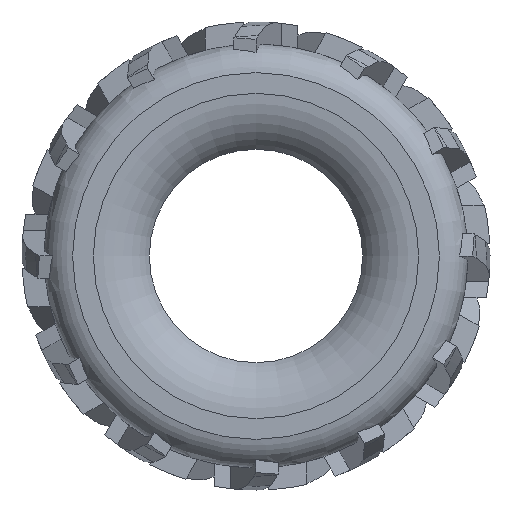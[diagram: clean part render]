
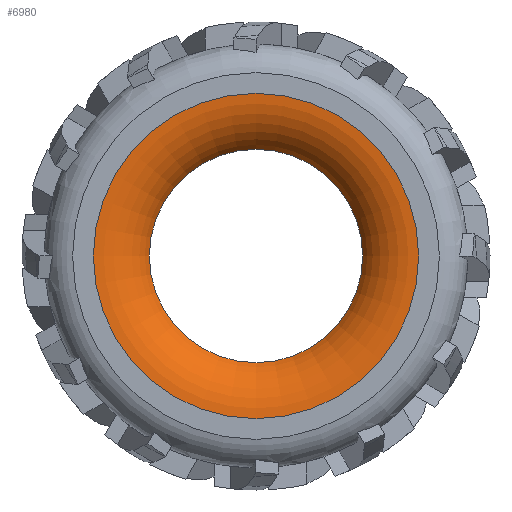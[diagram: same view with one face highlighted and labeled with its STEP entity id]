
A CAD part, left-side view. The second image highlights one B-rep face of the part: STEP entity #6980.
In plain terms, the highlighted toroidal (fillet/blend) face has major radius 384.013 mm and minor radius 150 mm.
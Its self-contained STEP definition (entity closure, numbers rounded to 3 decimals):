
#121=TOROIDAL_SURFACE('',#7683,384.013,150.);
#177=CIRCLE('',#7682,384.013);
#178=CIRCLE('',#7684,251.917);
#1805=ORIENTED_EDGE('',*,*,#3066,.F.);
#1806=ORIENTED_EDGE('',*,*,#3065,.T.);
#3065=EDGE_CURVE('',#3682,#3682,#177,.T.);
#3066=EDGE_CURVE('',#3683,#3683,#178,.T.);
#3682=VERTEX_POINT('',#11616);
#3683=VERTEX_POINT('',#11619);
#4257=EDGE_LOOP('',(#1805));
#4258=EDGE_LOOP('',(#1806));
#4553=FACE_BOUND('',#4257,.T.);
#4554=FACE_BOUND('',#4258,.T.);
#6980=ADVANCED_FACE('',(#4553,#4554),#121,.T.);
#7682=AXIS2_PLACEMENT_3D('',#11615,#9245,#9246);
#7683=AXIS2_PLACEMENT_3D('',#11617,#9247,#9248);
#7684=AXIS2_PLACEMENT_3D('',#11618,#9249,#9250);
#9245=DIRECTION('',(-1.,0.,0.));
#9246=DIRECTION('',(0.,0.,1.));
#9247=DIRECTION('',(-1.,0.,0.));
#9248=DIRECTION('',(0.,0.,1.));
#9249=DIRECTION('',(-1.,0.,0.));
#9250=DIRECTION('',(0.,0.,1.));
#11615=CARTESIAN_POINT('',(-278.932,0.,-251.917));
#11616=CARTESIAN_POINT('',(-278.932,0.,132.096));
#11617=CARTESIAN_POINT('',(-128.932,0.,-251.917));
#11618=CARTESIAN_POINT('',(-200.,0.,-251.917));
#11619=CARTESIAN_POINT('',(-200.,0.,0.));
